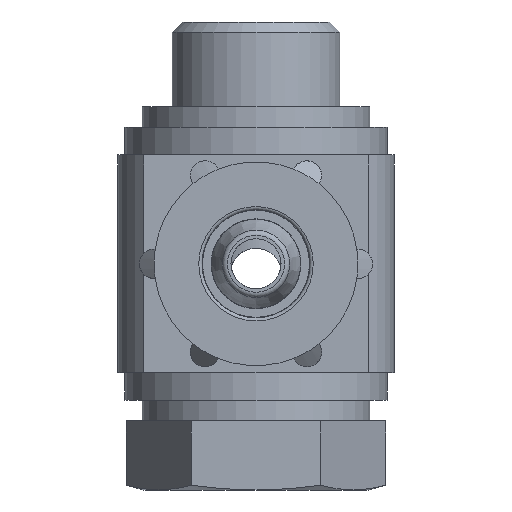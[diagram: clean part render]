
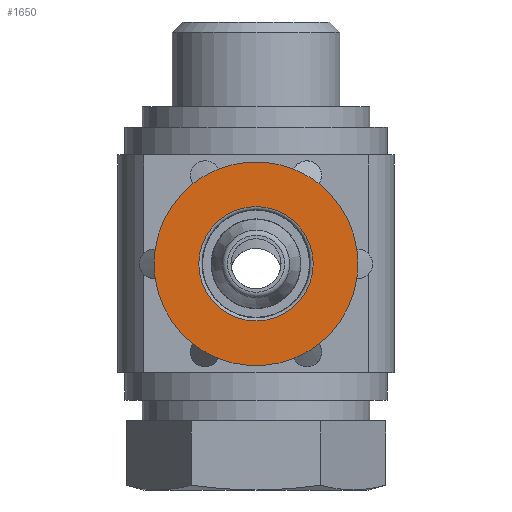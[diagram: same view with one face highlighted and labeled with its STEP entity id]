
A CAD part, left-side view. The second image highlights one B-rep face of the part: STEP entity #1650.
In plain terms, the highlighted face is planar.
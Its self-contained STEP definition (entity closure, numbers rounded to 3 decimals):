
#57=PLANE('',#1938);
#562=ORIENTED_EDGE('',*,*,#829,.F.);
#563=ORIENTED_EDGE('',*,*,#830,.T.);
#564=ORIENTED_EDGE('',*,*,#831,.T.);
#565=ORIENTED_EDGE('',*,*,#832,.T.);
#566=ORIENTED_EDGE('',*,*,#833,.T.);
#567=ORIENTED_EDGE('',*,*,#834,.T.);
#568=ORIENTED_EDGE('',*,*,#835,.T.);
#569=ORIENTED_EDGE('',*,*,#836,.T.);
#570=ORIENTED_EDGE('',*,*,#837,.T.);
#571=ORIENTED_EDGE('',*,*,#838,.T.);
#572=ORIENTED_EDGE('',*,*,#839,.T.);
#573=ORIENTED_EDGE('',*,*,#840,.T.);
#574=ORIENTED_EDGE('',*,*,#841,.T.);
#829=EDGE_CURVE('',#1003,#1003,#1110,.T.);
#830=EDGE_CURVE('',#1004,#1005,#1111,.T.);
#831=EDGE_CURVE('',#1005,#1006,#1112,.F.);
#832=EDGE_CURVE('',#1006,#1007,#1113,.T.);
#833=EDGE_CURVE('',#1007,#1008,#1114,.F.);
#834=EDGE_CURVE('',#1008,#1009,#1115,.T.);
#835=EDGE_CURVE('',#1009,#1010,#1116,.F.);
#836=EDGE_CURVE('',#1010,#1011,#1117,.T.);
#837=EDGE_CURVE('',#1011,#1012,#1118,.F.);
#838=EDGE_CURVE('',#1012,#1013,#1119,.T.);
#839=EDGE_CURVE('',#1013,#1014,#1120,.F.);
#840=EDGE_CURVE('',#1014,#1015,#1121,.T.);
#841=EDGE_CURVE('',#1015,#1004,#1122,.F.);
#1003=VERTEX_POINT('',#3069);
#1004=VERTEX_POINT('',#3071);
#1005=VERTEX_POINT('',#3072);
#1006=VERTEX_POINT('',#3074);
#1007=VERTEX_POINT('',#3076);
#1008=VERTEX_POINT('',#3078);
#1009=VERTEX_POINT('',#3080);
#1010=VERTEX_POINT('',#3082);
#1011=VERTEX_POINT('',#3084);
#1012=VERTEX_POINT('',#3086);
#1013=VERTEX_POINT('',#3088);
#1014=VERTEX_POINT('',#3090);
#1015=VERTEX_POINT('',#3092);
#1110=CIRCLE('',#1939,3.313);
#1111=CIRCLE('',#1940,5.9);
#1112=CIRCLE('',#1941,5.9);
#1113=CIRCLE('',#1942,5.9);
#1114=CIRCLE('',#1943,5.9);
#1115=CIRCLE('',#1944,5.9);
#1116=CIRCLE('',#1945,5.9);
#1117=CIRCLE('',#1946,5.9);
#1118=CIRCLE('',#1947,5.9);
#1119=CIRCLE('',#1948,5.9);
#1120=CIRCLE('',#1949,5.9);
#1121=CIRCLE('',#1950,5.9);
#1122=CIRCLE('',#1951,5.9);
#1286=EDGE_LOOP('',(#562));
#1287=EDGE_LOOP('',(#563,#564,#565,#566,#567,#568,#569,#570,#571,#572,#573,
#574));
#1475=FACE_BOUND('',#1286,.T.);
#1476=FACE_BOUND('',#1287,.T.);
#1650=ADVANCED_FACE('',(#1475,#1476),#57,.F.);
#1938=AXIS2_PLACEMENT_3D('',#3067,#2386,#2387);
#1939=AXIS2_PLACEMENT_3D('',#3068,#2388,#2389);
#1940=AXIS2_PLACEMENT_3D('',#3070,#2390,#2391);
#1941=AXIS2_PLACEMENT_3D('',#3073,#2392,#2393);
#1942=AXIS2_PLACEMENT_3D('',#3075,#2394,#2395);
#1943=AXIS2_PLACEMENT_3D('',#3077,#2396,#2397);
#1944=AXIS2_PLACEMENT_3D('',#3079,#2398,#2399);
#1945=AXIS2_PLACEMENT_3D('',#3081,#2400,#2401);
#1946=AXIS2_PLACEMENT_3D('',#3083,#2402,#2403);
#1947=AXIS2_PLACEMENT_3D('',#3085,#2404,#2405);
#1948=AXIS2_PLACEMENT_3D('',#3087,#2406,#2407);
#1949=AXIS2_PLACEMENT_3D('',#3089,#2408,#2409);
#1950=AXIS2_PLACEMENT_3D('',#3091,#2410,#2411);
#1951=AXIS2_PLACEMENT_3D('',#3093,#2412,#2413);
#2386=DIRECTION('',(-1.,0.,0.));
#2387=DIRECTION('',(0.,0.,1.));
#2388=DIRECTION('',(1.,0.,0.));
#2389=DIRECTION('',(0.,0.,-1.));
#2390=DIRECTION('',(1.,0.,0.));
#2391=DIRECTION('',(0.,0.,-1.));
#2392=DIRECTION('',(-1.,0.,0.));
#2393=DIRECTION('',(0.,0.,1.));
#2394=DIRECTION('',(1.,0.,0.));
#2395=DIRECTION('',(0.,0.,-1.));
#2396=DIRECTION('',(-1.,0.,0.));
#2397=DIRECTION('',(0.,0.,1.));
#2398=DIRECTION('',(1.,0.,0.));
#2399=DIRECTION('',(0.,0.,-1.));
#2400=DIRECTION('',(-1.,0.,0.));
#2401=DIRECTION('',(0.,0.,1.));
#2402=DIRECTION('',(1.,0.,0.));
#2403=DIRECTION('',(0.,0.,-1.));
#2404=DIRECTION('',(-1.,0.,0.));
#2405=DIRECTION('',(0.,0.,1.));
#2406=DIRECTION('',(1.,0.,0.));
#2407=DIRECTION('',(0.,0.,-1.));
#2408=DIRECTION('',(-1.,0.,0.));
#2409=DIRECTION('',(0.,0.,1.));
#2410=DIRECTION('',(1.,0.,0.));
#2411=DIRECTION('',(0.,0.,-1.));
#2412=DIRECTION('',(-1.,0.,0.));
#2413=DIRECTION('',(0.,0.,1.));
#3067=CARTESIAN_POINT('',(11.,5.75,0.));
#3068=CARTESIAN_POINT('',(11.,0.,0.));
#3069=CARTESIAN_POINT('',(11.,0.,-3.313));
#3070=CARTESIAN_POINT('',(11.,0.,0.));
#3071=CARTESIAN_POINT('',(11.,2.185,5.48));
#3072=CARTESIAN_POINT('',(11.,-2.185,5.48));
#3073=CARTESIAN_POINT('',(11.,0.,0.));
#3074=CARTESIAN_POINT('',(11.,-3.654,4.633));
#3075=CARTESIAN_POINT('',(11.,0.,0.));
#3076=CARTESIAN_POINT('',(11.,-5.839,0.848));
#3077=CARTESIAN_POINT('',(11.,0.,0.));
#3078=CARTESIAN_POINT('',(11.,-5.839,-0.848));
#3079=CARTESIAN_POINT('',(11.,0.,0.));
#3080=CARTESIAN_POINT('',(11.,-3.654,-4.633));
#3081=CARTESIAN_POINT('',(11.,0.,0.));
#3082=CARTESIAN_POINT('',(11.,-2.185,-5.48));
#3083=CARTESIAN_POINT('',(11.,0.,0.));
#3084=CARTESIAN_POINT('',(11.,2.185,-5.48));
#3085=CARTESIAN_POINT('',(11.,0.,0.));
#3086=CARTESIAN_POINT('',(11.,3.654,-4.633));
#3087=CARTESIAN_POINT('',(11.,0.,0.));
#3088=CARTESIAN_POINT('',(11.,5.839,-0.848));
#3089=CARTESIAN_POINT('',(11.,0.,0.));
#3090=CARTESIAN_POINT('',(11.,5.839,0.848));
#3091=CARTESIAN_POINT('',(11.,0.,0.));
#3092=CARTESIAN_POINT('',(11.,3.654,4.633));
#3093=CARTESIAN_POINT('',(11.,0.,0.));
